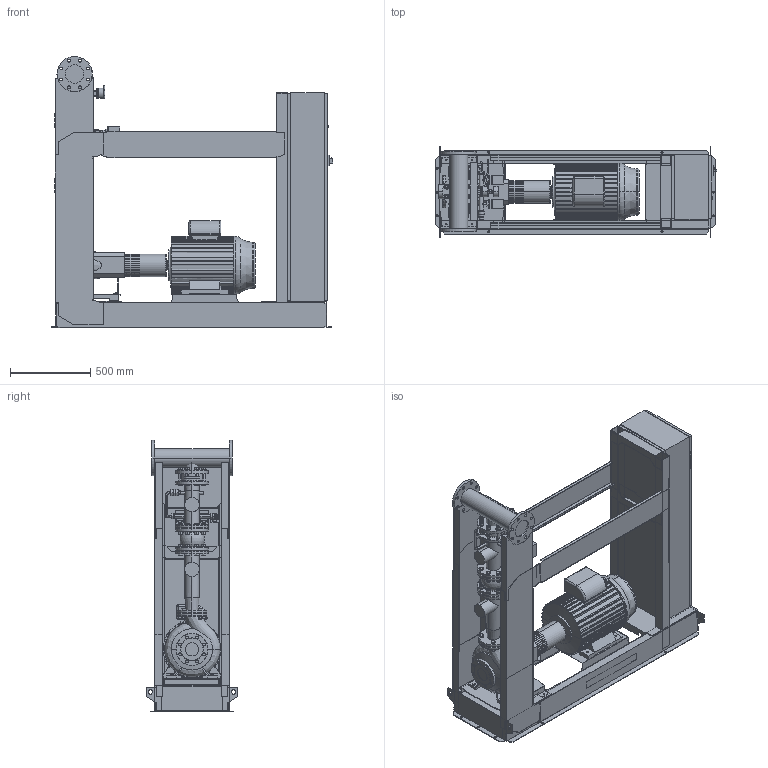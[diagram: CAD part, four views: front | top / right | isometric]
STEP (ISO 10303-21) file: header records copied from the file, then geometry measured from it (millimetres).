
FILE_DESCRIPTION((''),'2;1');
FILE_NAME('3d_Sifire-EN-65_200-197-22E-4183681.stp','2015-05-26T07:23:15',(''),(''),'Mechanical Desktop 2009','Mechanical Desktop 2009',', , ');
FILE_SCHEMA(('CONFIG_CONTROL_DESIGN'));
Length unit declared in the file: millimetre
Products named in the file (1): Product
Bounding box: 1754.5 x 568 x 1690 mm (x, y, z)
Volume: 240879884.6 mm3; surface area: 17519028 mm2
Topology: 132 solids, 132 shells, 3222 faces, 7824 edges, 4939 vertices
Faces by surface type: plane 1225, bspline 938, cylinder 605, cone 394, torus 52, sphere 8
Entity records: 102174 total; most frequent: CARTESIAN_POINT 31412, ORIENTED_EDGE 15636, DIRECTION 13384, EDGE_CURVE 7818, VERTEX_POINT 4938, AXIS2_PLACEMENT_3D 4639, VECTOR 4106, LINE 4106
